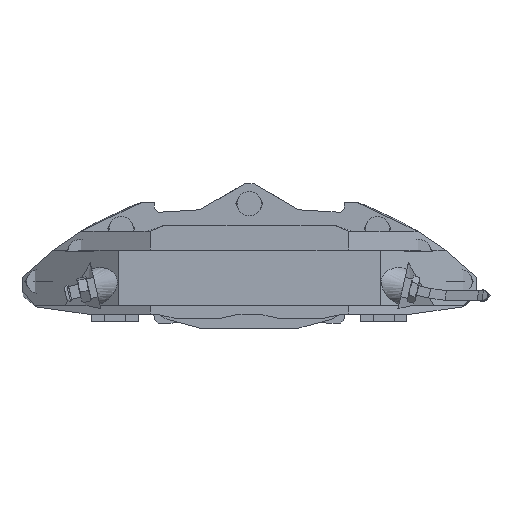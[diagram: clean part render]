
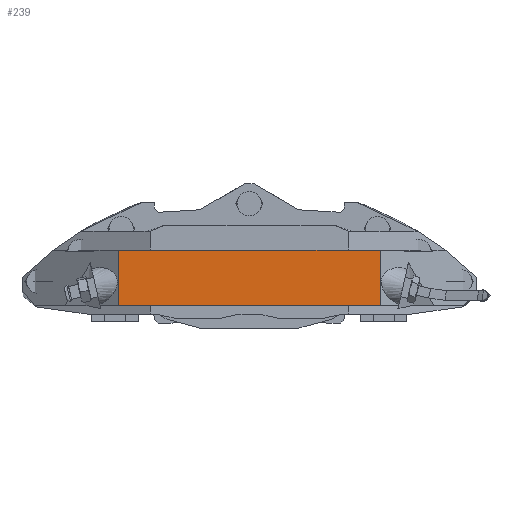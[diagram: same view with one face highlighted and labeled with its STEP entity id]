
A CAD part, front view. The second image highlights one B-rep face of the part: STEP entity #239.
In plain terms, the highlighted planar face has unit normal (0, -1, 0).
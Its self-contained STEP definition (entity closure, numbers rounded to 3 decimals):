
#239=ADVANCED_FACE('',(#776),#7554,.T.);
#776=FACE_OUTER_BOUND('',#1299,.T.);
#1299=EDGE_LOOP('',(#2602,#2603,#2604,#2605));
#2602=ORIENTED_EDGE('',*,*,#4576,.F.);
#2603=ORIENTED_EDGE('',*,*,#4523,.T.);
#2604=ORIENTED_EDGE('',*,*,#4336,.T.);
#2605=ORIENTED_EDGE('',*,*,#4567,.F.);
#4336=EDGE_CURVE('',#6856,#6857,#5476,.T.);
#4523=EDGE_CURVE('',#6999,#6856,#5595,.T.);
#4567=EDGE_CURVE('',#7019,#6857,#5634,.T.);
#4576=EDGE_CURVE('',#6999,#7019,#5643,.T.);
#5476=B_SPLINE_CURVE_WITH_KNOTS('',1,(#13227,#13228),.UNSPECIFIED.,.F.,
 .F.,(2,2),(104.877,231.477),.UNSPECIFIED.);
#5595=B_SPLINE_CURVE_WITH_KNOTS('',1,(#14123,#14124),.UNSPECIFIED.,.F.,
 .F.,(2,2),(7.8,34.5),.UNSPECIFIED.);
#5634=B_SPLINE_CURVE_WITH_KNOTS('',1,(#14405,#14406),.UNSPECIFIED.,.F.,
 .F.,(2,2),(7.8,34.5),.UNSPECIFIED.);
#5643=B_SPLINE_CURVE_WITH_KNOTS('',1,(#14437,#14438),.UNSPECIFIED.,.F.,
 .F.,(2,2),(105.306,231.906),.UNSPECIFIED.);
#6856=VERTEX_POINT('',#12085);
#6857=VERTEX_POINT('',#12086);
#6999=VERTEX_POINT('',#12228);
#7019=VERTEX_POINT('',#12248);
#7554=PLANE('',#8071);
#8071=AXIS2_PLACEMENT_3D('',#9770,#8241,$);
#8241=DIRECTION('',(0.,-1.,0.));
#9770=CARTESIAN_POINT('',(-63.3,-67.5,0.));
#12085=CARTESIAN_POINT('',(63.3,-67.5,34.5));
#12086=CARTESIAN_POINT('',(-63.3,-67.5,34.5));
#12228=CARTESIAN_POINT('',(63.3,-67.5,7.8));
#12248=CARTESIAN_POINT('',(-63.3,-67.5,7.8));
#13227=CARTESIAN_POINT('',(63.3,-67.5,34.5));
#13228=CARTESIAN_POINT('',(-63.3,-67.5,34.5));
#14123=CARTESIAN_POINT('',(63.3,-67.5,7.8));
#14124=CARTESIAN_POINT('',(63.3,-67.5,34.5));
#14405=CARTESIAN_POINT('',(-63.3,-67.5,7.8));
#14406=CARTESIAN_POINT('',(-63.3,-67.5,34.5));
#14437=CARTESIAN_POINT('',(63.3,-67.5,7.8));
#14438=CARTESIAN_POINT('',(-63.3,-67.5,7.8));
